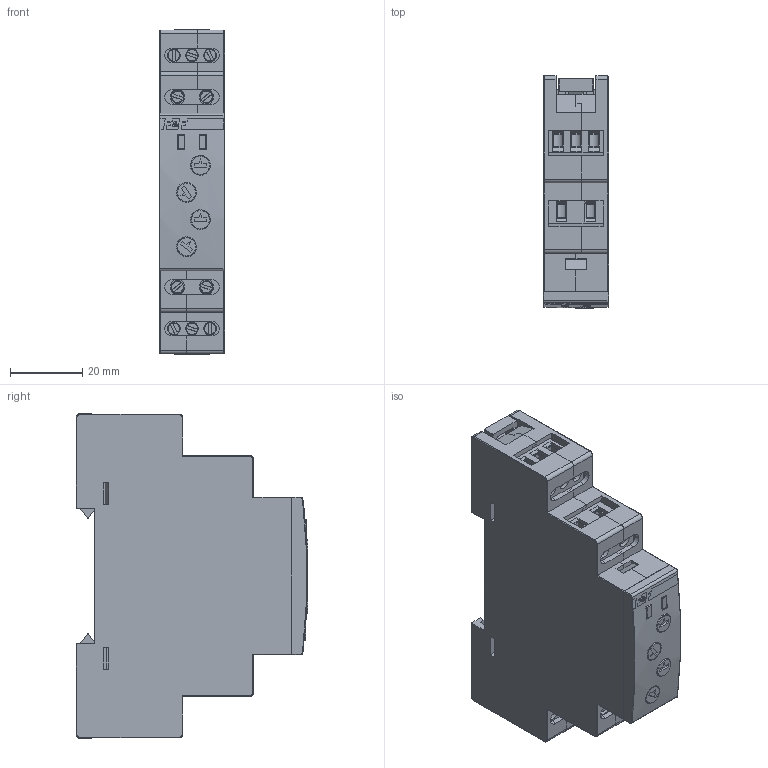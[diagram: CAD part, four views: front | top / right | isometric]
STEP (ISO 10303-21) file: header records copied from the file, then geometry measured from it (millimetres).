
FILE_DESCRIPTION(('STEP AP242'), '1');
FILE_NAME('PCU-507 ñáîðêà', '', ('UNSPECIFIED'), ('UNSPECIFIED'), 'C3D Converter', 'C3D Toolkit', '');
FILE_SCHEMA(('AP242_MANAGED_MODEL_BASED_3D_ENGINEERING_MIM_LF { 1 0 10303 442 1 1 4 }'));
Length unit declared in the file: millimetre
Assembly tree (21 placements, depth 3):
  (unnamed)
    (unnamed)  x2
    (unnamed)  x2
      (unnamed)
    (unnamed)  x2
      (unnamed)
    (unnamed)
      (unnamed)
    (unnamed)  x4
    (unnamed)
    (unnamed)
    (unnamed)  x2
Bounding box: 18.02 x 64 x 90 mm (x, y, z)
Volume: 28520.1 mm3; surface area: 38049 mm2
Topology: 37 solids, 37 shells, 1250 faces, 3247 edges, 2096 vertices
Faces by surface type: plane 943, cylinder 122, extrusion 111, cone 44, torus 22, sphere 8
Full cylindrical faces by diameter (mm): 2 x10, 3.5 x6, 4 x4, 5.5 x4, 6.5 x4
Entity records: 24076 total; most frequent: CARTESIAN_POINT 5071, ORIENTED_EDGE 3594, DIRECTION 3036, EDGE_CURVE 1797, VECTOR 1470, LINE 1359, VERTEX_POINT 1181, AXIS2_PLACEMENT_3D 783
